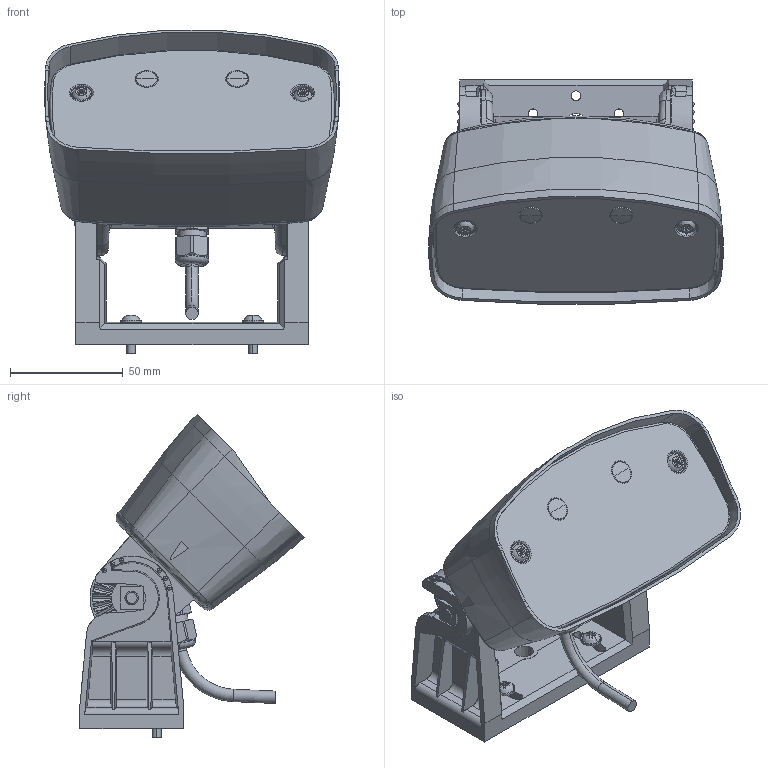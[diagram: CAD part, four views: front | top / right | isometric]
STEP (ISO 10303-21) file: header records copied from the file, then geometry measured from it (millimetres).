
FILE_DESCRIPTION((''),'2;1');
FILE_NAME('CAD2227_RAVE_D','2016-01-28T',('cludewig'),(''),'PRO/ENGINEER BY PARAMETRIC TECHNOLOGY CORPORATION, 2013050','PRO/ENGINEER BY PARAMETRIC TECHNOLOGY CORPORATION, 2013050','');
FILE_SCHEMA(('CONFIG_CONTROL_DESIGN'));
Products named in the file (1): CAD2227_RAVE_D
Bounding box: 130.52 x 99.36 x 143.37 mm (x, y, z)
Volume: 201654.9 mm3; surface area: 136840.5 mm2
Topology: 7 solids, 7 shells, 1793 faces, 4513 edges, 2804 vertices
Faces by surface type: plane 652, cylinder 468, cone 297, bspline 183, torus 117, sphere 76
Entity records: 89393 total; most frequent: CARTESIAN_POINT 31934, ORIENTED_EDGE 9018, DIRECTION 8204, EDGE_CURVE 4509, AXIS2_PLACEMENT_3D 3142, VERTEX_POINT 2804, FILL_AREA_STYLE_COLOUR 2479, FILL_AREA_STYLE 2479
